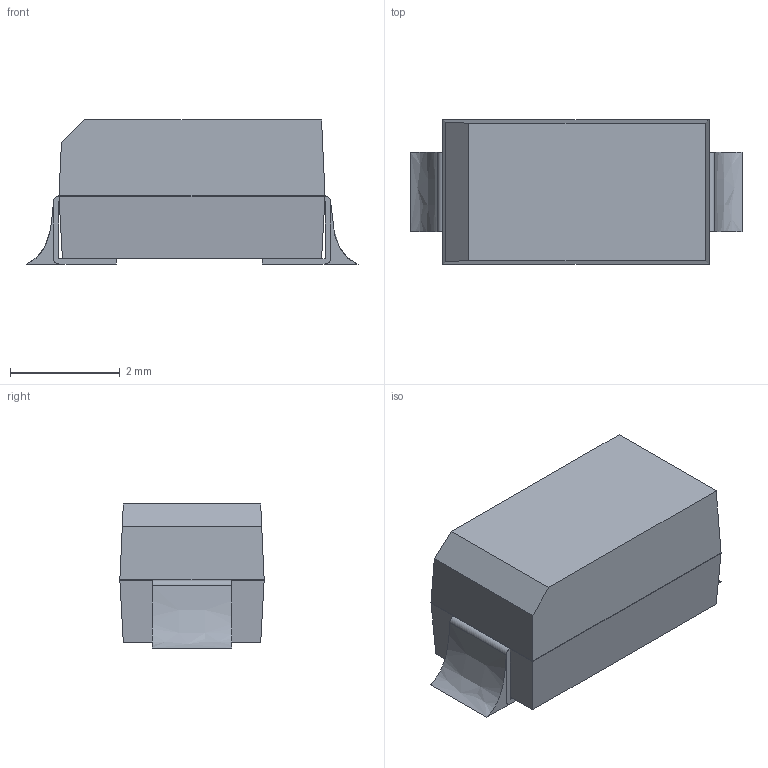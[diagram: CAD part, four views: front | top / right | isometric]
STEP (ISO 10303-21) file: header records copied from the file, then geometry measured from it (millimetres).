
FILE_DESCRIPTION(('STEP AP242'), '1');
FILE_NAME('SS16+_1', '', ('UNSPECIFIED'), ('UNSPECIFIED'), 'C3D Converter', 'C3D Toolkit', '');
FILE_SCHEMA(('AP242_MANAGED_MODEL_BASED_3D_ENGINEERING_MIM_LF { 1 0 10303 442 1 1 4 }'));
Length unit declared in the file: millimetre
Products named in the file (5): ASSEMBLY; Body; FilletPin1; FilletPin2
Assembly tree (4 placements, depth 2):
  ASSEMBLY
    Body
    FilletPin1
    FilletPin2
    (unnamed)
Bounding box: 6.04 x 2.62 x 2.62 mm (x, y, z)
Volume: 32 mm3; surface area: 90.3 mm2
Topology: 5 solids, 5 shells, 51 faces, 115 edges, 74 vertices
Faces by surface type: plane 43, cylinder 6, extrusion 2
Entity records: 1989 total; most frequent: CARTESIAN_POINT 263, DIRECTION 233, ORIENTED_EDGE 230, EDGE_CURVE 115, VECTOR 101, LINE 99, VERTEX_POINT 74, AXIS2_PLACEMENT_3D 66
